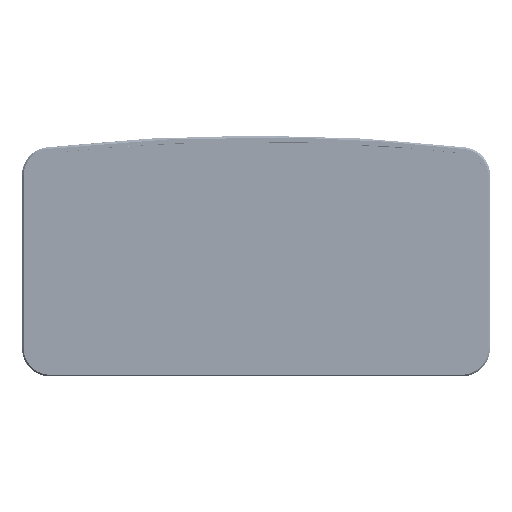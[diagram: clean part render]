
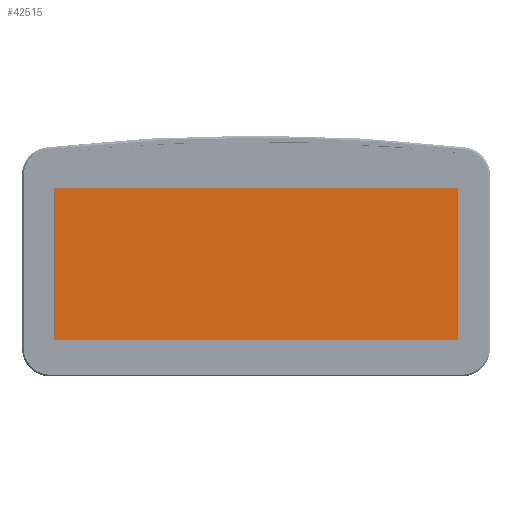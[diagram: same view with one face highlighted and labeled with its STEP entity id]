
A CAD part, front view. The second image highlights one B-rep face of the part: STEP entity #42515.
In plain terms, the highlighted face is planar.
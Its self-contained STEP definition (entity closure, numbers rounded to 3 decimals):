
#4185=FACE_OUTER_BOUND('',#6947,.T.);
#6947=EDGE_LOOP('',(#36922,#36923,#36924,#36925,#36926,#36927,#36928,#36929,
#36930,#36931));
#8334=CIRCLE('',#45722,1124.945);
#8335=CIRCLE('',#45725,13.26);
#8336=CIRCLE('',#45728,13.26);
#8337=CIRCLE('',#45731,13.26);
#8338=CIRCLE('',#45734,13.26);
#12063=LINE('',#98461,#15698);
#12066=LINE('',#98469,#15701);
#12069=LINE('',#98477,#15704);
#12072=LINE('',#98485,#15707);
#12075=LINE('',#98493,#15710);
#15698=VECTOR('',#55129,10.);
#15701=VECTOR('',#55138,10.);
#15704=VECTOR('',#55147,10.);
#15707=VECTOR('',#55156,10.);
#15710=VECTOR('',#55165,10.);
#20183=VERTEX_POINT('',#98458);
#20184=VERTEX_POINT('',#98460);
#20185=VERTEX_POINT('',#98464);
#20186=VERTEX_POINT('',#98468);
#20187=VERTEX_POINT('',#98472);
#20188=VERTEX_POINT('',#98476);
#20189=VERTEX_POINT('',#98480);
#20190=VERTEX_POINT('',#98484);
#20191=VERTEX_POINT('',#98488);
#20192=VERTEX_POINT('',#98492);
#25877=EDGE_CURVE('',#20184,#20183,#12063,.T.);
#25879=EDGE_CURVE('',#20185,#20184,#8334,.T.);
#25881=EDGE_CURVE('',#20186,#20185,#12066,.T.);
#25883=EDGE_CURVE('',#20187,#20186,#8335,.T.);
#25885=EDGE_CURVE('',#20188,#20187,#12069,.T.);
#25887=EDGE_CURVE('',#20189,#20188,#8336,.T.);
#25889=EDGE_CURVE('',#20190,#20189,#12072,.T.);
#25891=EDGE_CURVE('',#20191,#20190,#8337,.T.);
#25893=EDGE_CURVE('',#20192,#20191,#12075,.T.);
#25895=EDGE_CURVE('',#20183,#20192,#8338,.T.);
#36922=ORIENTED_EDGE('',*,*,#25895,.T.);
#36923=ORIENTED_EDGE('',*,*,#25893,.T.);
#36924=ORIENTED_EDGE('',*,*,#25891,.T.);
#36925=ORIENTED_EDGE('',*,*,#25889,.T.);
#36926=ORIENTED_EDGE('',*,*,#25887,.T.);
#36927=ORIENTED_EDGE('',*,*,#25885,.T.);
#36928=ORIENTED_EDGE('',*,*,#25883,.T.);
#36929=ORIENTED_EDGE('',*,*,#25881,.T.);
#36930=ORIENTED_EDGE('',*,*,#25879,.T.);
#36931=ORIENTED_EDGE('',*,*,#25877,.T.);
#40364=PLANE('',#45735);
#42515=ADVANCED_FACE('',(#4185),#40364,.T.);
#45722=AXIS2_PLACEMENT_3D('',#98465,#55133,#55134);
#45725=AXIS2_PLACEMENT_3D('',#98473,#55142,#55143);
#45728=AXIS2_PLACEMENT_3D('',#98481,#55151,#55152);
#45731=AXIS2_PLACEMENT_3D('',#98489,#55160,#55161);
#45734=AXIS2_PLACEMENT_3D('',#98496,#55169,#55170);
#45735=AXIS2_PLACEMENT_3D('',#98497,#55171,#55172);
#55129=DIRECTION('',(-0.995,-0.098,0.));
#55133=DIRECTION('center_axis',(0.,0.,1.));
#55134=DIRECTION('ref_axis',(0.084,0.996,0.));
#55138=DIRECTION('',(-0.995,0.098,0.));
#55142=DIRECTION('center_axis',(0.,0.,1.));
#55143=DIRECTION('ref_axis',(1.,0.,0.));
#55147=DIRECTION('',(0.,1.,0.));
#55151=DIRECTION('center_axis',(0.,0.,1.));
#55152=DIRECTION('ref_axis',(0.,-1.,0.));
#55156=DIRECTION('',(1.,0.,0.));
#55160=DIRECTION('center_axis',(0.,0.,1.));
#55161=DIRECTION('ref_axis',(-1.,0.,0.));
#55165=DIRECTION('',(0.,-1.,0.));
#55169=DIRECTION('center_axis',(0.,0.,1.));
#55170=DIRECTION('ref_axis',(-0.098,0.995,0.));
#55171=DIRECTION('center_axis',(0.,0.,1.));
#55172=DIRECTION('ref_axis',(1.,0.,0.));
#98458=CARTESIAN_POINT('',(481.387,207.058,2.6));
#98460=CARTESIAN_POINT('',(512.571,210.142,2.6));
#98461=CARTESIAN_POINT('',(481.387,207.058,2.6));
#98464=CARTESIAN_POINT('',(702.501,210.142,2.6));
#98465=CARTESIAN_POINT('Origin',(607.536,-910.787,2.6));
#98468=CARTESIAN_POINT('',(733.693,207.057,2.6));
#98469=CARTESIAN_POINT('',(702.501,210.142,2.6));
#98472=CARTESIAN_POINT('',(745.648,193.862,2.6));
#98473=CARTESIAN_POINT('Origin',(732.388,193.862,2.6));
#98476=CARTESIAN_POINT('',(745.648,88.948,2.6));
#98477=CARTESIAN_POINT('',(745.648,193.862,2.6));
#98480=CARTESIAN_POINT('',(732.388,75.688,2.6));
#98481=CARTESIAN_POINT('Origin',(732.388,88.948,2.6));
#98484=CARTESIAN_POINT('',(482.693,75.688,2.6));
#98485=CARTESIAN_POINT('',(732.388,75.688,2.6));
#98488=CARTESIAN_POINT('',(469.433,88.948,2.6));
#98489=CARTESIAN_POINT('Origin',(482.693,88.948,2.6));
#98492=CARTESIAN_POINT('',(469.433,193.863,2.6));
#98493=CARTESIAN_POINT('',(469.433,88.948,2.6));
#98496=CARTESIAN_POINT('Origin',(482.693,193.863,2.6));
#98497=CARTESIAN_POINT('Origin',(607.54,144.923,2.6));
